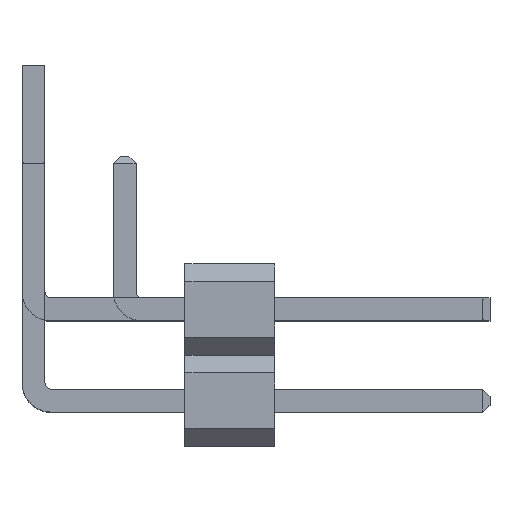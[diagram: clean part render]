
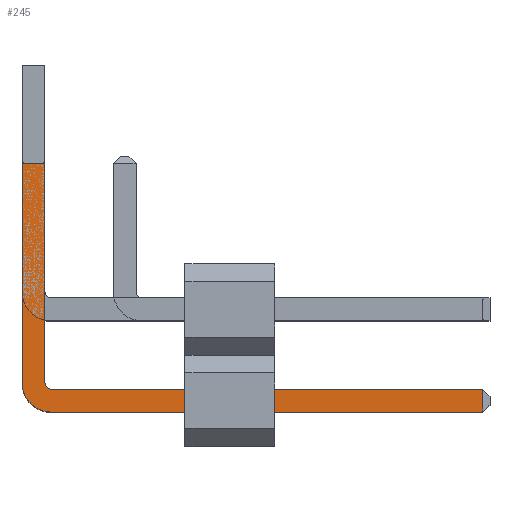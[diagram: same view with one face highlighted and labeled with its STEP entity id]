
A CAD part, top view. The second image highlights one B-rep face of the part: STEP entity #245.
In plain terms, the highlighted planar face has unit normal (0, 0, 1).
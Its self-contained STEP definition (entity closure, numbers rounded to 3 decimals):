
#102 = CARTESIAN_POINT ( 'NONE',  ( -12.4, 0.5, 0.32 ) ) ;
#103 = CARTESIAN_POINT ( 'NONE',  ( -13.04, 6.606, 0.32 ) ) ;
#104 = CARTESIAN_POINT ( 'NONE',  ( -12.4, 6.606, 0.32 ) ) ;
#106 = CARTESIAN_POINT ( 'NONE',  ( -13.04, 0.5, 0.32 ) ) ;
#109 = CARTESIAN_POINT ( 'NONE',  ( -0.2, 0.32, 0.32 ) ) ;
#133 = CARTESIAN_POINT ( 'NONE',  ( -12.22, 0.32, 0.32 ) ) ;
#134 = CARTESIAN_POINT ( 'NONE',  ( -12.22, -0.32, 0.32 ) ) ;
#137 = CARTESIAN_POINT ( 'NONE',  ( -0.2, -0.32, 0.32 ) ) ;
#211 = CIRCLE ( 'NONE', #683, 0.18 ) ;
#214 = CIRCLE ( 'NONE', #598, 0.82 ) ;
#245 = ADVANCED_FACE ( 'NONE', ( #493 ), #964, .T. ) ;
#330 = EDGE_CURVE ( 'NONE', #1361, #1393, #1663, .T. ) ;
#331 = EDGE_CURVE ( 'NONE', #1365, #1393, #1666, .T. ) ;
#403 = EDGE_CURVE ( 'NONE', #1396, #1401, #1898, .T. ) ;
#426 = EDGE_CURVE ( 'NONE', #1402, #1398, #1967, .T. ) ;
#428 = EDGE_CURVE ( 'NONE', #1364, #1396, #214, .T. ) ;
#433 = EDGE_CURVE ( 'NONE', #1365, #1402, #211, .T. ) ;
#439 = EDGE_CURVE ( 'NONE', #1364, #1361, #2006, .T. ) ;
#440 = EDGE_CURVE ( 'NONE', #1398, #1401, #2009, .T. ) ;
#465 = AXIS2_PLACEMENT_3D ( 'NONE', #963, #962, #961 ) ;
#493 = FACE_OUTER_BOUND ( 'NONE', #1096, .T. ) ;
#577 = VECTOR ( 'NONE', #2011, 1000. ) ;
#578 = VECTOR ( 'NONE', #2008, 1000. ) ;
#598 = AXIS2_PLACEMENT_3D ( 'NONE', #1861, #1973, #1974 ) ;
#600 = VECTOR ( 'NONE', #1969, 1000. ) ;
#648 = VECTOR ( 'NONE', #1900, 1000. ) ;
#683 = AXIS2_PLACEMENT_3D ( 'NONE', #1984, #1988, #1989 ) ;
#760 = VECTOR ( 'NONE', #1668, 1000. ) ;
#761 = VECTOR ( 'NONE', #1665, 1000. ) ;
#911 = ORIENTED_EDGE ( 'NONE', *, *, #403, .F. ) ;
#912 = ORIENTED_EDGE ( 'NONE', *, *, #426, .T. ) ;
#913 = ORIENTED_EDGE ( 'NONE', *, *, #440, .T. ) ;
#914 = ORIENTED_EDGE ( 'NONE', *, *, #439, .T. ) ;
#961 = DIRECTION ( 'NONE',  ( 1., 0., 0. ) ) ;
#962 = DIRECTION ( 'NONE',  ( 0., 0., 1. ) ) ;
#963 = CARTESIAN_POINT ( 'NONE',  ( -12.22, 0.32, 0.32 ) ) ;
#964 = PLANE ( 'NONE',  #465 ) ;
#1096 = EDGE_LOOP ( 'NONE', ( #912, #913, #911, #1253, #914, #1254, #1256, #1255 ) ) ;
#1253 = ORIENTED_EDGE ( 'NONE', *, *, #428, .F. ) ;
#1254 = ORIENTED_EDGE ( 'NONE', *, *, #330, .T. ) ;
#1255 = ORIENTED_EDGE ( 'NONE', *, *, #433, .T. ) ;
#1256 = ORIENTED_EDGE ( 'NONE', *, *, #331, .F. ) ;
#1361 = VERTEX_POINT ( 'NONE', #137 ) ;
#1364 = VERTEX_POINT ( 'NONE', #134 ) ;
#1365 = VERTEX_POINT ( 'NONE', #133 ) ;
#1393 = VERTEX_POINT ( 'NONE', #109 ) ;
#1396 = VERTEX_POINT ( 'NONE', #106 ) ;
#1398 = VERTEX_POINT ( 'NONE', #104 ) ;
#1401 = VERTEX_POINT ( 'NONE', #103 ) ;
#1402 = VERTEX_POINT ( 'NONE', #102 ) ;
#1663 = LINE ( 'NONE', #1664, #761 ) ;
#1664 = CARTESIAN_POINT ( 'NONE',  ( -0.2, 0.32, 0.32 ) ) ;
#1665 = DIRECTION ( 'NONE',  ( 0., 1., 0. ) ) ;
#1666 = LINE ( 'NONE', #1667, #760 ) ;
#1667 = CARTESIAN_POINT ( 'NONE',  ( -12.22, 0.32, 0.32 ) ) ;
#1668 = DIRECTION ( 'NONE',  ( 1., 0., 0. ) ) ;
#1861 = CARTESIAN_POINT ( 'NONE',  ( -12.22, 0.5, 0.32 ) ) ;
#1898 = LINE ( 'NONE', #1899, #648 ) ;
#1899 = CARTESIAN_POINT ( 'NONE',  ( -13.04, 0.5, 0.32 ) ) ;
#1900 = DIRECTION ( 'NONE',  ( 0., 1., 0. ) ) ;
#1967 = LINE ( 'NONE', #1968, #600 ) ;
#1968 = CARTESIAN_POINT ( 'NONE',  ( -12.4, 0.5, 0.32 ) ) ;
#1969 = DIRECTION ( 'NONE',  ( 0., 1., 0. ) ) ;
#1973 = DIRECTION ( 'NONE',  ( 0., 0., -1. ) ) ;
#1974 = DIRECTION ( 'NONE',  ( -1., 0., 0. ) ) ;
#1984 = CARTESIAN_POINT ( 'NONE',  ( -12.22, 0.5, 0.32 ) ) ;
#1988 = DIRECTION ( 'NONE',  ( 0., 0., -1. ) ) ;
#1989 = DIRECTION ( 'NONE',  ( -1., 0., 0. ) ) ;
#2006 = LINE ( 'NONE', #2007, #578 ) ;
#2007 = CARTESIAN_POINT ( 'NONE',  ( -12.22, -0.32, 0.32 ) ) ;
#2008 = DIRECTION ( 'NONE',  ( 1., 0., 0. ) ) ;
#2009 = LINE ( 'NONE', #2010, #577 ) ;
#2010 = CARTESIAN_POINT ( 'NONE',  ( -13.04, 6.606, 0.32 ) ) ;
#2011 = DIRECTION ( 'NONE',  ( -1., 0., 0. ) ) ;
